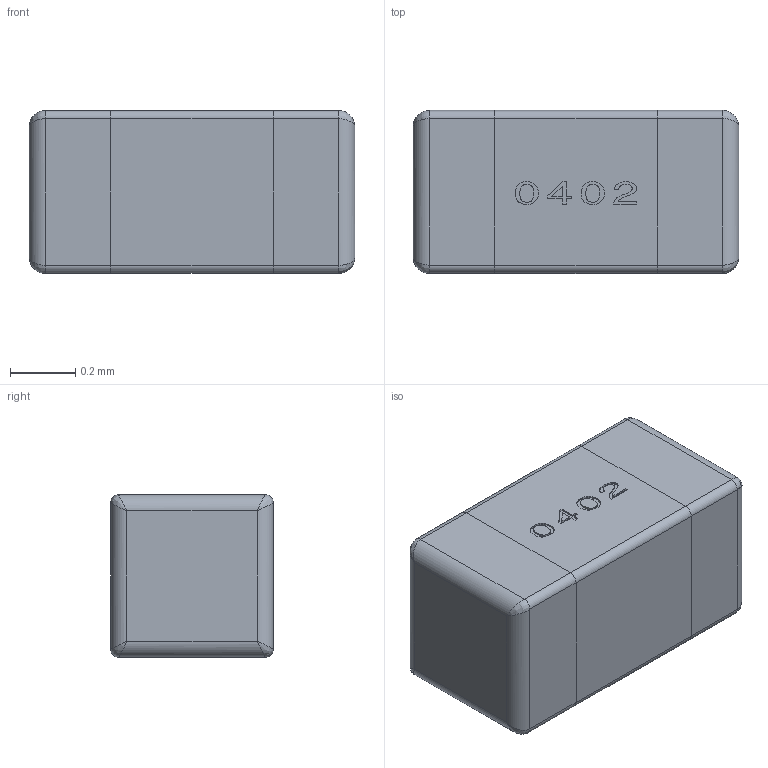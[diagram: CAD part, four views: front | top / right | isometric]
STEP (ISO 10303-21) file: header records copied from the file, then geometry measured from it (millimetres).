
FILE_DESCRIPTION (( 'STEP AP214' ), '1' );
FILE_NAME ('20.STEP', '2017-05-26T15:42:19', ( 'Charjie' ), ( 'Microsoft' ), 'SwSTEP 2.0', 'SolidWorks 2014', '' );
FILE_SCHEMA (( 'AUTOMOTIVE_DESIGN' ));
Length unit declared in the file: millimetre
Products named in the file (4): 20; 0402; Designator93
Assembly tree (3 placements, depth 4):
  20
    Designator93
      0402
        0402
Bounding box: 1 x 0.5 x 0.5 mm (x, y, z)
Volume: 0.2 mm3; surface area: 3.4 mm2
Topology: 3 solids, 3 shells, 97 faces, 236 edges, 144 vertices
Faces by surface type: plane 45, bspline 32, cylinder 20
Entity records: 5609 total; most frequent: CARTESIAN_POINT 2404, ORIENTED_EDGE 456, DIRECTION 334, EDGE_CURVE 228, VERTEX_POINT 144, LINE 140, VECTOR 140, UNCERTAINTY_MEASURE_WITH_UNIT 105
